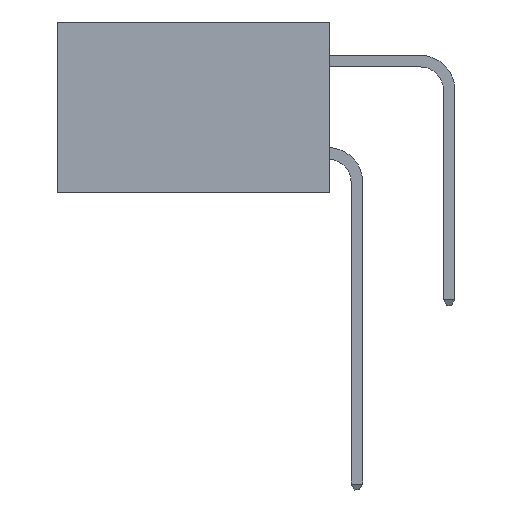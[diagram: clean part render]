
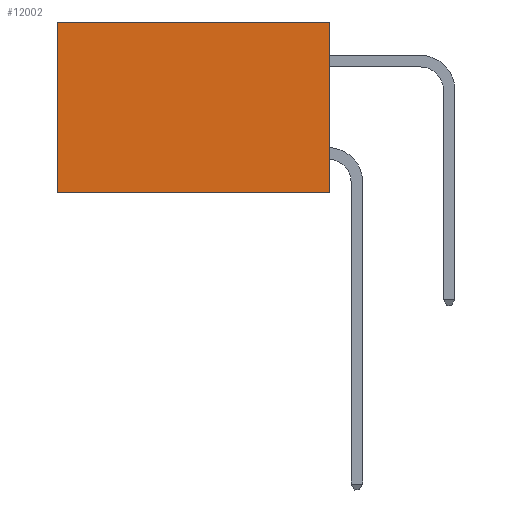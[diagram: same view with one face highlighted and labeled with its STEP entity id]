
A CAD part, left-side view. The second image highlights one B-rep face of the part: STEP entity #12002.
In plain terms, the highlighted planar face has unit normal (-1, 0, 0).
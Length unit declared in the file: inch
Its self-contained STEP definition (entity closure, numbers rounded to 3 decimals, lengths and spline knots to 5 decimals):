
#48 = LINE ( 'NONE', #14519, #6493 ) ;
#1223 = DIRECTION ( 'NONE',  ( 0., 1., 0. ) ) ;
#1852 = CARTESIAN_POINT ( 'NONE',  ( 0.277, 0., 0. ) ) ;
#2144 = VERTEX_POINT ( 'NONE', #11867 ) ;
#2994 = ORIENTED_EDGE ( 'NONE', *, *, #12479, .T. ) ;
#3843 = VERTEX_POINT ( 'NONE', #8176 ) ;
#3948 = CARTESIAN_POINT ( 'NONE',  ( 0.277, 0.59, -0.37 ) ) ;
#4211 = VECTOR ( 'NONE', #1223, 39.37008 ) ;
#4920 = CARTESIAN_POINT ( 'NONE',  ( 0.277, 0.59, 0. ) ) ;
#5043 = CARTESIAN_POINT ( 'NONE',  ( 0.277, 0.59, -0.37 ) ) ;
#6342 = CARTESIAN_POINT ( 'NONE',  ( 0.277, 0., -0.37 ) ) ;
#6478 = VECTOR ( 'NONE', #11830, 39.37008 ) ;
#6493 = VECTOR ( 'NONE', #15711, 39.37008 ) ;
#6800 = ORIENTED_EDGE ( 'NONE', *, *, #8498, .F. ) ;
#7080 = DIRECTION ( 'NONE',  ( 0., 0., -1. ) ) ;
#7190 = ORIENTED_EDGE ( 'NONE', *, *, #9002, .T. ) ;
#7574 = LINE ( 'NONE', #6342, #4211 ) ;
#8176 = CARTESIAN_POINT ( 'NONE',  ( 0.277, 0., 0. ) ) ;
#8498 = EDGE_CURVE ( 'NONE', #3843, #2144, #48, .T. ) ;
#8744 = VERTEX_POINT ( 'NONE', #5043 ) ;
#8975 = DIRECTION ( 'NONE',  ( 0., 0., -1. ) ) ;
#9002 = EDGE_CURVE ( 'NONE', #3843, #13773, #12977, .T. ) ;
#9137 = LINE ( 'NONE', #3948, #14853 ) ;
#11612 = ORIENTED_EDGE ( 'NONE', *, *, #14542, .F. ) ;
#11830 = DIRECTION ( 'NONE',  ( 0., 1., 0. ) ) ;
#11867 = CARTESIAN_POINT ( 'NONE',  ( 0.277, 0., -0.37 ) ) ;
#11915 = CARTESIAN_POINT ( 'NONE',  ( 0.277, 0., -0.37 ) ) ;
#12002 = ADVANCED_FACE ( 'NONE', ( #14503 ), #13172, .F. ) ;
#12268 = EDGE_LOOP ( 'NONE', ( #2994, #11612, #6800, #7190 ) ) ;
#12479 = EDGE_CURVE ( 'NONE', #13773, #8744, #9137, .T. ) ;
#12977 = LINE ( 'NONE', #1852, #6478 ) ;
#13172 = PLANE ( 'NONE',  #14281 ) ;
#13773 = VERTEX_POINT ( 'NONE', #4920 ) ;
#14281 = AXIS2_PLACEMENT_3D ( 'NONE', #11915, #14379, #7080 ) ;
#14379 = DIRECTION ( 'NONE',  ( 1., 0., 0. ) ) ;
#14503 = FACE_OUTER_BOUND ( 'NONE', #12268, .T. ) ;
#14519 = CARTESIAN_POINT ( 'NONE',  ( 0.277, 0., -0.37 ) ) ;
#14542 = EDGE_CURVE ( 'NONE', #2144, #8744, #7574, .T. ) ;
#14853 = VECTOR ( 'NONE', #8975, 39.37008 ) ;
#15711 = DIRECTION ( 'NONE',  ( 0., 0., -1. ) ) ;
